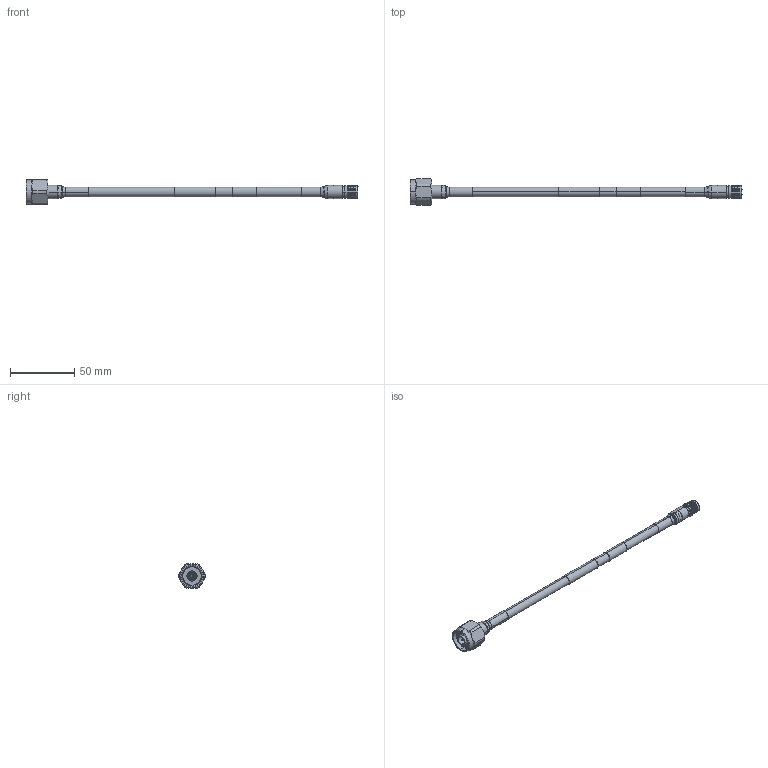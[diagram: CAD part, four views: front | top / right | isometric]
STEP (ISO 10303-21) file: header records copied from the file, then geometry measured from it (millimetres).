
FILE_DESCRIPTION (( 'STEP AP214' ), '1' );
FILE_NAME ('FMCA1798_3D.step', '2025-07-24T19:31:54', ( '' ), ( '' ), 'SwSTEP 2.0', 'SolidWorks 2022', '' );
FILE_SCHEMA (( 'AUTOMOTIVE_DESIGN' ));
Length unit declared in the file: inch
Products named in the file (10): Copy of Insulation^FMCN1442; Copy of PE45427 BODY^FMCN1442; FMCN1442; Heat Shrink^FMCA1798_Config 1; Copy of PE45427 Contact^FMCN1442; FMCA1798_3D; Coax Cable^FMCA1798_LABEL+PE PIM; FMCN1445; Copy of Gasket^FMCN1442; Heat Shrink^FMCA1798
Assembly tree (9 placements, depth 3):
  FMCA1798_3D
    Coax Cable^FMCA1798_LABEL+PE PIM
    FMCN1442
      Copy of PE45427 BODY^FMCN1442
      Copy of PE45427 Contact^FMCN1442
      Copy of Insulation^FMCN1442
      Copy of Gasket^FMCN1442
    FMCN1445
    Heat Shrink^FMCA1798_Config 1
    Heat Shrink^FMCA1798
Bounding box: 257.69 x 20.89 x 19 mm (x, y, z)
Volume: 14349.3 mm3; surface area: 14829.3 mm2
Topology: 13 solids, 13 shells, 466 faces, 1112 edges, 699 vertices
Faces by surface type: cylinder 219, cone 113, plane 95, torus 20, bspline 19
Entity records: 16375 total; most frequent: CARTESIAN_POINT 4878, DIRECTION 2417, ORIENTED_EDGE 2216, EDGE_CURVE 1108, AXIS2_PLACEMENT_3D 1005, VERTEX_POINT 699, CIRCLE 545, EDGE_LOOP 525
